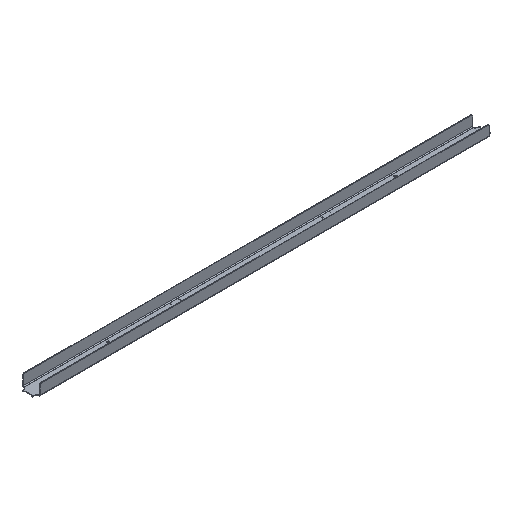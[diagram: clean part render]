
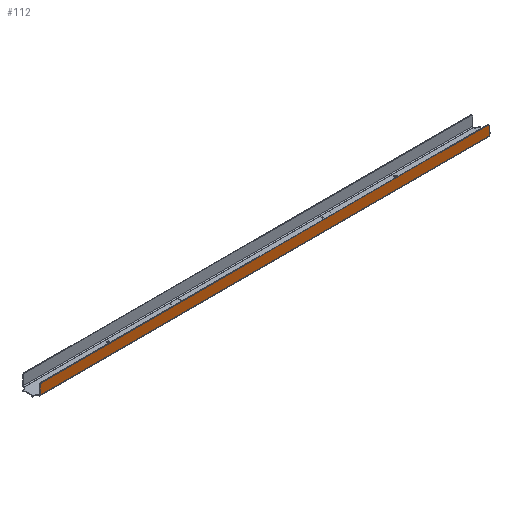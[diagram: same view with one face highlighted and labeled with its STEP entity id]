
A CAD part, isometric view. The second image highlights one B-rep face of the part: STEP entity #112.
In plain terms, the highlighted planar face has unit normal (0, -1, 0).
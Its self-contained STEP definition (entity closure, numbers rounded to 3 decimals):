
#112 = ADVANCED_FACE ( 'NONE', ( #1984 ), #1926, .F. ) ;
#155 = DIRECTION ( 'NONE',  ( 0., 0., 1. ) ) ;
#202 = EDGE_CURVE ( 'NONE', #442, #2478, #1304, .T. ) ;
#229 = ORIENTED_EDGE ( 'NONE', *, *, #2399, .T. ) ;
#362 = CARTESIAN_POINT ( 'NONE',  ( 976.5, -1169.805, 70. ) ) ;
#378 = EDGE_LOOP ( 'NONE', ( #2613, #1878, #2867, #229, #1741, #1542 ) ) ;
#388 = CARTESIAN_POINT ( 'NONE',  ( -981.5, -1169.805, 25. ) ) ;
#427 = VERTEX_POINT ( 'NONE', #1541 ) ;
#429 = EDGE_CURVE ( 'NONE', #2803, #873, #2455, .T. ) ;
#442 = VERTEX_POINT ( 'NONE', #2482 ) ;
#504 = VECTOR ( 'NONE', #2197, 1000. ) ;
#515 = VECTOR ( 'NONE', #1745, 1000. ) ;
#603 = VECTOR ( 'NONE', #1116, 1000. ) ;
#828 = DIRECTION ( 'NONE',  ( 0., 1., 0. ) ) ;
#830 = LINE ( 'NONE', #388, #515 ) ;
#860 = DIRECTION ( 'NONE',  ( 0., 1., 0. ) ) ;
#873 = VERTEX_POINT ( 'NONE', #2923 ) ;
#1078 = CARTESIAN_POINT ( 'NONE',  ( 981.5, -1169.805, 70. ) ) ;
#1116 = DIRECTION ( 'NONE',  ( 1., 0., 0. ) ) ;
#1228 = VECTOR ( 'NONE', #1784, 1000. ) ;
#1232 = AXIS2_PLACEMENT_3D ( 'NONE', #2678, #860, #155 ) ;
#1246 = CARTESIAN_POINT ( 'NONE',  ( -981.5, -1169.805, 70. ) ) ;
#1298 = CARTESIAN_POINT ( 'NONE',  ( 981.5, -1169.805, 25. ) ) ;
#1304 = LINE ( 'NONE', #2440, #504 ) ;
#1326 = AXIS2_PLACEMENT_3D ( 'NONE', #2891, #828, #2605 ) ;
#1541 = CARTESIAN_POINT ( 'NONE',  ( -981.5, -1169.805, 31. ) ) ;
#1542 = ORIENTED_EDGE ( 'NONE', *, *, #2329, .F. ) ;
#1553 = CARTESIAN_POINT ( 'NONE',  ( 1090.973, -1169.805, 31. ) ) ;
#1595 = CARTESIAN_POINT ( 'NONE',  ( -976.5, -1169.805, 75. ) ) ;
#1677 = DIRECTION ( 'NONE',  ( 0., 0., 1. ) ) ;
#1741 = ORIENTED_EDGE ( 'NONE', *, *, #429, .F. ) ;
#1745 = DIRECTION ( 'NONE',  ( 0., 0., 1. ) ) ;
#1784 = DIRECTION ( 'NONE',  ( 0., 0., -1. ) ) ;
#1878 = ORIENTED_EDGE ( 'NONE', *, *, #1946, .F. ) ;
#1905 = DIRECTION ( 'NONE',  ( 0., 1., 0. ) ) ;
#1926 = PLANE ( 'NONE',  #1326 ) ;
#1946 = EDGE_CURVE ( 'NONE', #2676, #2478, #2527, .T. ) ;
#1964 = AXIS2_PLACEMENT_3D ( 'NONE', #362, #1905, #1677 ) ;
#1984 = FACE_OUTER_BOUND ( 'NONE', #378, .T. ) ;
#2197 = DIRECTION ( 'NONE',  ( -1., 0., 0. ) ) ;
#2260 = LINE ( 'NONE', #1553, #603 ) ;
#2329 = EDGE_CURVE ( 'NONE', #442, #2803, #2485, .T. ) ;
#2399 = EDGE_CURVE ( 'NONE', #427, #873, #2260, .T. ) ;
#2440 = CARTESIAN_POINT ( 'NONE',  ( 1090.973, -1169.805, 75. ) ) ;
#2455 = LINE ( 'NONE', #1298, #1228 ) ;
#2478 = VERTEX_POINT ( 'NONE', #1595 ) ;
#2482 = CARTESIAN_POINT ( 'NONE',  ( 976.5, -1169.805, 75. ) ) ;
#2485 = CIRCLE ( 'NONE', #1964, 5. ) ;
#2527 = CIRCLE ( 'NONE', #1232, 5. ) ;
#2605 = DIRECTION ( 'NONE',  ( 0., 0., 1. ) ) ;
#2613 = ORIENTED_EDGE ( 'NONE', *, *, #202, .T. ) ;
#2676 = VERTEX_POINT ( 'NONE', #1246 ) ;
#2678 = CARTESIAN_POINT ( 'NONE',  ( -976.5, -1169.805, 70. ) ) ;
#2749 = EDGE_CURVE ( 'NONE', #427, #2676, #830, .T. ) ;
#2803 = VERTEX_POINT ( 'NONE', #1078 ) ;
#2867 = ORIENTED_EDGE ( 'NONE', *, *, #2749, .F. ) ;
#2891 = CARTESIAN_POINT ( 'NONE',  ( 1090.973, -1169.805, 25. ) ) ;
#2923 = CARTESIAN_POINT ( 'NONE',  ( 981.5, -1169.805, 31. ) ) ;
